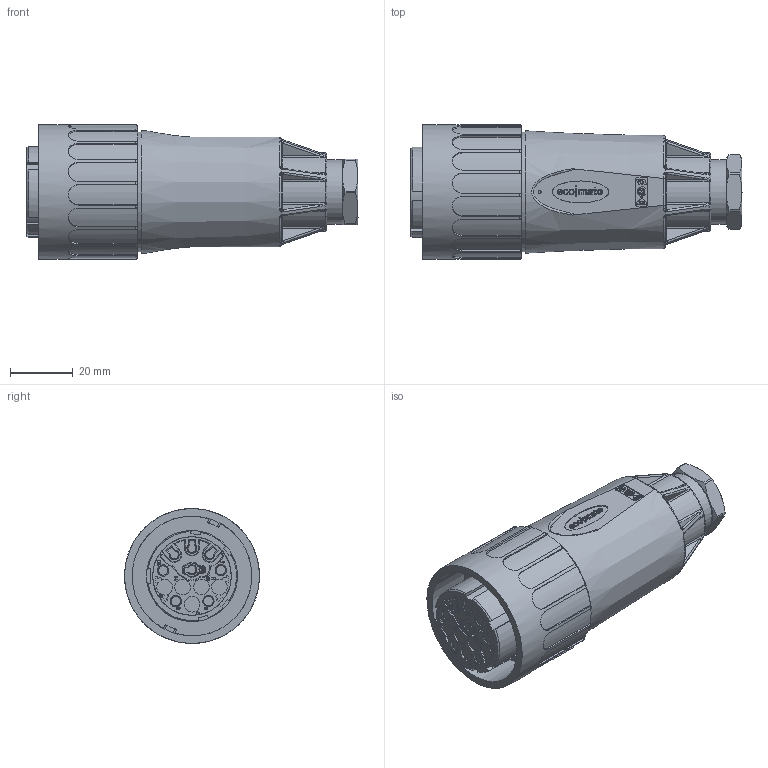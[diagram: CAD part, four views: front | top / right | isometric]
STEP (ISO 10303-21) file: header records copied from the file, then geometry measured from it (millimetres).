
FILE_DESCRIPTION(/* description */ (''),/* implementation_level */ '2;1');
FILE_NAME(/* name */ 'c016 10e012 003 2nxc001-02_214.stp',/* time_stamp */ '2023-01-27T08:43:55+01:00',/* author */ (''),/* organization */ (''),/* preprocessor_version */ 'ST-DEVELOPER v18.1',/* originating_system */ 'SIEMENS PLM Software NX 2000',/* authorisation */ '');
FILE_SCHEMA (('AUTOMOTIVE_DESIGN { 1 0 10303 214 3 1 1 1 }'));
Products named in the file (15): drg 6-11x18_5nxm001-01; c016 e23 041 e2nxm001-02; c016 e24 041 e2nxm001-01; org 29x1_5nxm001-01; n 16 135 0010 12nxm001-03; drrg 8pg13_5nxm001-01; dsrfl m3_0x12-g2inxm001-01; n 16 150 0003nxm001-01; n 16 150 0002nxm001-01; org 28x2nxm001-01; c016 g43 041 e2nxm001-01; c016 g03 041 e2nxm001-11; c016 g01 041 e2nxm001-12; C016 10E012 003 2-02; c016 10e012 003 2nxc001-02
Assembly tree (15 placements, depth 3):
  c016 10e012 003 2nxc001-02
    C016 10E012 003 2-02
      c016 g01 041 e2nxm001-12
      c016 g03 041 e2nxm001-11
      c016 g43 041 e2nxm001-01
      org 28x2nxm001-01
      n 16 150 0002nxm001-01
      n 16 150 0003nxm001-01
      dsrfl m3_0x12-g2inxm001-01  x2
      drrg 8pg13_5nxm001-01
      n 16 135 0010 12nxm001-03
      org 29x1_5nxm001-01
      c016 e24 041 e2nxm001-01
      c016 e23 041 e2nxm001-02
      drg 6-11x18_5nxm001-01
Bounding box: 105.8 x 43 x 43 mm (x, y, z)
Volume: 117102.4 mm3; surface area: 35863.4 mm2
Topology: 6 solids, 7 shells, 2089 faces, 5375 edges, 3463 vertices
Faces by surface type: plane 1089, cylinder 488, bspline 179, extrusion 127, torus 89, cone 81, sphere 32, revolution 4
Full cylindrical faces by diameter (mm): 1 x1, 1.575 x3, 1.75 x9, 1.95 x3, 2.6 x9, 2.7 x9, 3 x11, 3.2 x10, 4 x9, 4.2 x9, 4.3 x9, 5 x6, 11 x1, 18.3 x1, 20.4 x1, 25.1 x1, 29 x1, 38 x1, 38.2 x1, 43 x1
Entity records: 73314 total; most frequent: CARTESIAN_POINT 21644, ORIENTED_EDGE 10294, DIRECTION 8962, EDGE_CURVE 5147, VERTEX_POINT 3413, AXIS2_PLACEMENT_3D 3088, VECTOR 2782, LINE 2655
